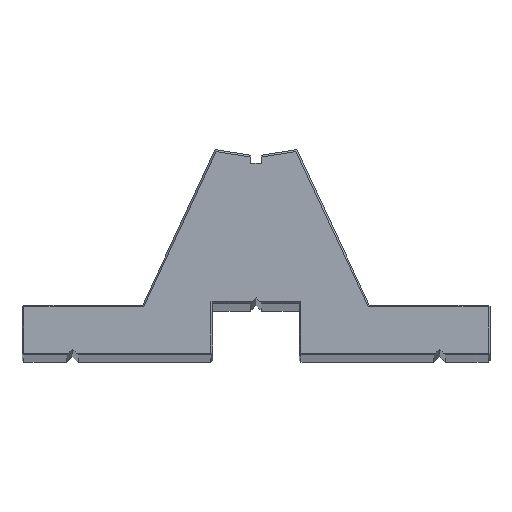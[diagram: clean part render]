
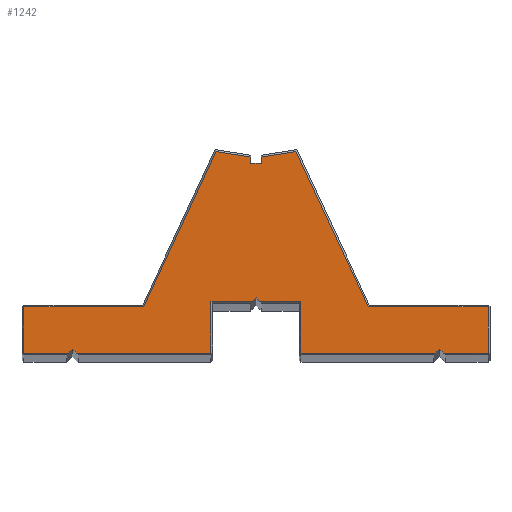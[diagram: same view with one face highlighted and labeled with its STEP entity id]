
A CAD part, top view. The second image highlights one B-rep face of the part: STEP entity #1242.
In plain terms, the highlighted planar face has unit normal (0, 0, 1).
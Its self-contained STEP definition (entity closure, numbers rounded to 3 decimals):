
#24=FACE_OUTER_BOUND('',#101,.T.);
#101=EDGE_LOOP('',(#836,#837,#838,#839,#840,#841,#842,#843,#844,#845,#846,
#847,#848,#849,#850,#851,#852,#853,#854,#855,#856,#857,#858,#859,#860));
#176=LINE('',#1760,#353);
#179=LINE('',#1765,#356);
#185=LINE('',#1775,#362);
#195=LINE('',#1796,#372);
#196=LINE('',#1798,#373);
#197=LINE('',#1800,#374);
#198=LINE('',#1802,#375);
#199=LINE('',#1804,#376);
#200=LINE('',#1806,#377);
#201=LINE('',#1808,#378);
#202=LINE('',#1810,#379);
#203=LINE('',#1812,#380);
#204=LINE('',#1814,#381);
#205=LINE('',#1816,#382);
#206=LINE('',#1818,#383);
#207=LINE('',#1820,#384);
#208=LINE('',#1822,#385);
#209=LINE('',#1824,#386);
#210=LINE('',#1826,#387);
#211=LINE('',#1828,#388);
#212=LINE('',#1830,#389);
#213=LINE('',#1832,#390);
#214=LINE('',#1834,#391);
#215=LINE('',#1836,#392);
#216=LINE('',#1837,#393);
#353=VECTOR('',#1422,10.);
#356=VECTOR('',#1427,10.);
#362=VECTOR('',#1437,10.);
#372=VECTOR('',#1455,10.);
#373=VECTOR('',#1456,10.);
#374=VECTOR('',#1457,10.);
#375=VECTOR('',#1458,10.);
#376=VECTOR('',#1459,10.);
#377=VECTOR('',#1460,10.);
#378=VECTOR('',#1461,10.);
#379=VECTOR('',#1462,10.);
#380=VECTOR('',#1463,10.);
#381=VECTOR('',#1464,10.);
#382=VECTOR('',#1465,10.);
#383=VECTOR('',#1466,10.);
#384=VECTOR('',#1467,10.);
#385=VECTOR('',#1468,10.);
#386=VECTOR('',#1469,10.);
#387=VECTOR('',#1470,10.);
#388=VECTOR('',#1471,10.);
#389=VECTOR('',#1472,10.);
#390=VECTOR('',#1473,10.);
#391=VECTOR('',#1474,10.);
#392=VECTOR('',#1475,10.);
#393=VECTOR('',#1476,10.);
#528=VERTEX_POINT('',#1752);
#530=VERTEX_POINT('',#1757);
#531=VERTEX_POINT('',#1759);
#533=VERTEX_POINT('',#1771);
#541=VERTEX_POINT('',#1795);
#542=VERTEX_POINT('',#1797);
#543=VERTEX_POINT('',#1799);
#544=VERTEX_POINT('',#1801);
#545=VERTEX_POINT('',#1803);
#546=VERTEX_POINT('',#1805);
#547=VERTEX_POINT('',#1807);
#548=VERTEX_POINT('',#1809);
#549=VERTEX_POINT('',#1811);
#550=VERTEX_POINT('',#1813);
#551=VERTEX_POINT('',#1815);
#552=VERTEX_POINT('',#1817);
#553=VERTEX_POINT('',#1819);
#554=VERTEX_POINT('',#1821);
#555=VERTEX_POINT('',#1823);
#556=VERTEX_POINT('',#1825);
#557=VERTEX_POINT('',#1827);
#558=VERTEX_POINT('',#1829);
#559=VERTEX_POINT('',#1831);
#560=VERTEX_POINT('',#1833);
#561=VERTEX_POINT('',#1835);
#632=EDGE_CURVE('',#530,#531,#176,.T.);
#635=EDGE_CURVE('',#531,#528,#179,.T.);
#641=EDGE_CURVE('',#528,#533,#185,.T.);
#651=EDGE_CURVE('',#541,#530,#195,.T.);
#652=EDGE_CURVE('',#542,#541,#196,.T.);
#653=EDGE_CURVE('',#543,#542,#197,.T.);
#654=EDGE_CURVE('',#544,#543,#198,.T.);
#655=EDGE_CURVE('',#545,#544,#199,.T.);
#656=EDGE_CURVE('',#546,#545,#200,.T.);
#657=EDGE_CURVE('',#547,#546,#201,.T.);
#658=EDGE_CURVE('',#548,#547,#202,.T.);
#659=EDGE_CURVE('',#549,#548,#203,.T.);
#660=EDGE_CURVE('',#550,#549,#204,.T.);
#661=EDGE_CURVE('',#551,#550,#205,.T.);
#662=EDGE_CURVE('',#552,#551,#206,.T.);
#663=EDGE_CURVE('',#553,#552,#207,.T.);
#664=EDGE_CURVE('',#554,#553,#208,.T.);
#665=EDGE_CURVE('',#555,#554,#209,.T.);
#666=EDGE_CURVE('',#556,#555,#210,.T.);
#667=EDGE_CURVE('',#557,#556,#211,.T.);
#668=EDGE_CURVE('',#558,#557,#212,.T.);
#669=EDGE_CURVE('',#559,#558,#213,.T.);
#670=EDGE_CURVE('',#560,#559,#214,.T.);
#671=EDGE_CURVE('',#561,#560,#215,.T.);
#672=EDGE_CURVE('',#533,#561,#216,.T.);
#836=ORIENTED_EDGE('',*,*,#641,.F.);
#837=ORIENTED_EDGE('',*,*,#635,.F.);
#838=ORIENTED_EDGE('',*,*,#632,.F.);
#839=ORIENTED_EDGE('',*,*,#651,.F.);
#840=ORIENTED_EDGE('',*,*,#652,.F.);
#841=ORIENTED_EDGE('',*,*,#653,.F.);
#842=ORIENTED_EDGE('',*,*,#654,.F.);
#843=ORIENTED_EDGE('',*,*,#655,.F.);
#844=ORIENTED_EDGE('',*,*,#656,.F.);
#845=ORIENTED_EDGE('',*,*,#657,.F.);
#846=ORIENTED_EDGE('',*,*,#658,.F.);
#847=ORIENTED_EDGE('',*,*,#659,.F.);
#848=ORIENTED_EDGE('',*,*,#660,.F.);
#849=ORIENTED_EDGE('',*,*,#661,.F.);
#850=ORIENTED_EDGE('',*,*,#662,.F.);
#851=ORIENTED_EDGE('',*,*,#663,.F.);
#852=ORIENTED_EDGE('',*,*,#664,.F.);
#853=ORIENTED_EDGE('',*,*,#665,.F.);
#854=ORIENTED_EDGE('',*,*,#666,.F.);
#855=ORIENTED_EDGE('',*,*,#667,.F.);
#856=ORIENTED_EDGE('',*,*,#668,.F.);
#857=ORIENTED_EDGE('',*,*,#669,.F.);
#858=ORIENTED_EDGE('',*,*,#670,.F.);
#859=ORIENTED_EDGE('',*,*,#671,.F.);
#860=ORIENTED_EDGE('',*,*,#672,.F.);
#1165=PLANE('',#1339);
#1242=ADVANCED_FACE('',(#24),#1165,.T.);
#1339=AXIS2_PLACEMENT_3D('',#1794,#1453,#1454);
#1422=DIRECTION('',(-1.,0.,0.));
#1427=DIRECTION('',(0.,-1.,0.));
#1437=DIRECTION('',(-1.,0.,0.));
#1453=DIRECTION('center_axis',(0.,0.,1.));
#1454=DIRECTION('ref_axis',(1.,0.,0.));
#1455=DIRECTION('',(-0.707,-0.707,0.));
#1456=DIRECTION('',(-0.707,0.707,0.));
#1457=DIRECTION('',(-1.,0.,0.));
#1458=DIRECTION('',(0.,1.,0.));
#1459=DIRECTION('',(-1.,0.,0.));
#1460=DIRECTION('',(-0.707,-0.707,0.));
#1461=DIRECTION('',(-0.707,0.707,0.));
#1462=DIRECTION('',(-1.,0.,0.));
#1463=DIRECTION('',(0.,-1.,0.));
#1464=DIRECTION('',(1.,0.,0.));
#1465=DIRECTION('',(0.423,-0.906,0.));
#1466=DIRECTION('',(0.988,0.156,0.));
#1467=DIRECTION('',(0.,1.,0.));
#1468=DIRECTION('',(1.,0.,0.));
#1469=DIRECTION('',(0.,-1.,0.));
#1470=DIRECTION('',(0.988,-0.156,0.));
#1471=DIRECTION('',(0.423,0.906,0.));
#1472=DIRECTION('',(1.,0.,0.));
#1473=DIRECTION('',(0.,1.,0.));
#1474=DIRECTION('',(-1.,0.,0.));
#1475=DIRECTION('',(-0.707,-0.707,0.));
#1476=DIRECTION('',(-0.707,0.707,0.));
#1752=CARTESIAN_POINT('',(-6.25,-3.2,599.5));
#1757=CARTESIAN_POINT('',(-0.55,3.9,599.5));
#1759=CARTESIAN_POINT('',(-6.25,3.9,599.5));
#1760=CARTESIAN_POINT('',(-0.4,3.9,599.5));
#1765=CARTESIAN_POINT('',(-6.25,4.435,599.5));
#1771=CARTESIAN_POINT('',(-24.95,-3.2,599.5));
#1775=CARTESIAN_POINT('',(-3.,-3.2,599.5));
#1794=CARTESIAN_POINT('Origin',(0.,5.22,599.5));
#1795=CARTESIAN_POINT('',(0.,4.45,599.5));
#1796=CARTESIAN_POINT('',(-0.8,3.65,599.5));
#1797=CARTESIAN_POINT('',(0.55,3.9,599.5));
#1798=CARTESIAN_POINT('',(0.,4.45,599.5));
#1799=CARTESIAN_POINT('',(6.25,3.9,599.5));
#1800=CARTESIAN_POINT('',(3.,3.9,599.5));
#1801=CARTESIAN_POINT('',(6.25,-3.2,599.5));
#1802=CARTESIAN_POINT('',(6.25,0.885,599.5));
#1803=CARTESIAN_POINT('',(24.95,-3.2,599.5));
#1804=CARTESIAN_POINT('',(12.35,-3.2,599.5));
#1805=CARTESIAN_POINT('',(25.5,-2.65,599.5));
#1806=CARTESIAN_POINT('',(24.7,-3.45,599.5));
#1807=CARTESIAN_POINT('',(26.05,-3.2,599.5));
#1808=CARTESIAN_POINT('',(25.5,-2.65,599.5));
#1809=CARTESIAN_POINT('',(32.25,-3.2,599.5));
#1810=CARTESIAN_POINT('',(16.25,-3.2,599.5));
#1811=CARTESIAN_POINT('',(32.25,3.2,599.5));
#1812=CARTESIAN_POINT('',(32.25,4.335,599.5));
#1813=CARTESIAN_POINT('',(15.591,3.2,599.5));
#1814=CARTESIAN_POINT('',(7.875,3.2,599.5));
#1815=CARTESIAN_POINT('',(5.529,24.777,599.5));
#1816=CARTESIAN_POINT('',(8.741,17.889,599.5));
#1817=CARTESIAN_POINT('',(0.75,24.02,599.5));
#1818=CARTESIAN_POINT('',(-1.049,23.735,599.5));
#1819=CARTESIAN_POINT('',(0.75,23.173,599.5));
#1820=CARTESIAN_POINT('',(0.75,24.273,599.5));
#1821=CARTESIAN_POINT('',(-0.75,23.173,599.5));
#1822=CARTESIAN_POINT('',(0.75,23.173,599.5));
#1823=CARTESIAN_POINT('',(-0.75,24.02,599.5));
#1824=CARTESIAN_POINT('',(-0.75,23.173,599.5));
#1825=CARTESIAN_POINT('',(-5.529,24.777,599.5));
#1826=CARTESIAN_POINT('',(-1.414,24.125,599.5));
#1827=CARTESIAN_POINT('',(-15.591,3.2,599.5));
#1828=CARTESIAN_POINT('',(-13.778,7.087,599.5));
#1829=CARTESIAN_POINT('',(-32.25,3.2,599.5));
#1830=CARTESIAN_POINT('',(-16.25,3.2,599.5));
#1831=CARTESIAN_POINT('',(-32.25,-3.2,599.5));
#1832=CARTESIAN_POINT('',(-32.25,0.885,599.5));
#1833=CARTESIAN_POINT('',(-26.05,-3.2,599.5));
#1834=CARTESIAN_POINT('',(-13.15,-3.2,599.5));
#1835=CARTESIAN_POINT('',(-25.5,-2.65,599.5));
#1836=CARTESIAN_POINT('',(-26.3,-3.45,599.5));
#1837=CARTESIAN_POINT('',(-25.5,-2.65,599.5));
